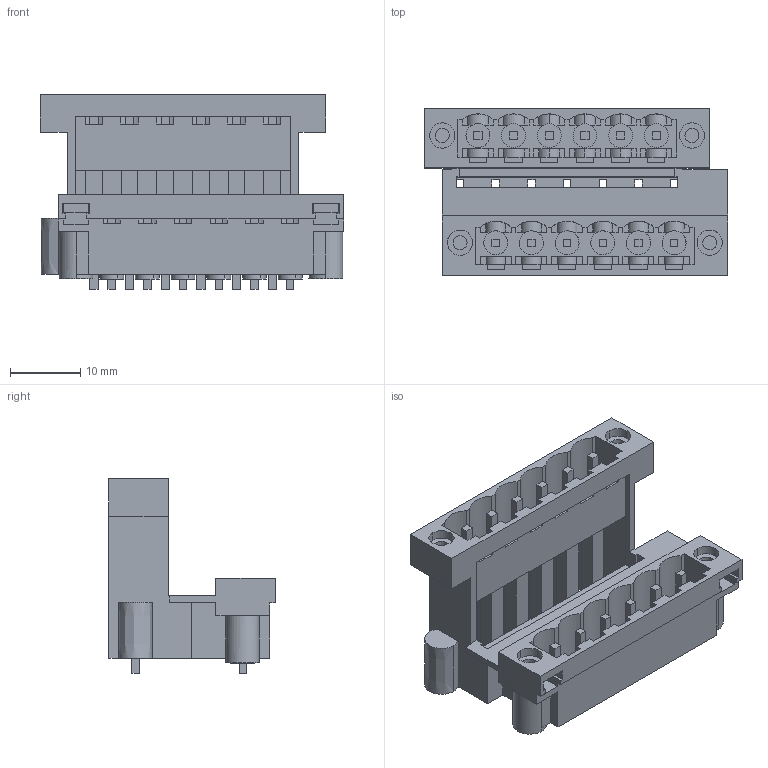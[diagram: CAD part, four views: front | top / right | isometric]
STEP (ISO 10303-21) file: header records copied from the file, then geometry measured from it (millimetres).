
FILE_DESCRIPTION(('CATIA V5 STEP Exchange','CAx-IF Rec.Pracs.--- Model Styling and Organization---1.2---2011-12-15'),'2;1');
FILE_NAME ('D1456901_0_1828930000_1828930000.stp','2018-04-19T11:42:34+00:00',('none'),('Weidmueller'),'CATIA Version 5-6 Release 2014','CATIA V5 STEP AP214','none');
FILE_SCHEMA(('AUTOMOTIVE_DESIGN { 1 0 10303 214 1 1 1 1 }'));
Length unit declared in the file: millimetre
Products named in the file (1): 1828930000
Bounding box: 43.18 x 23.67 x 27.66 mm (x, y, z)
Volume: 6020.2 mm3; surface area: 11584.5 mm2
Topology: 17 solids, 23 shells, 691 faces, 2164 edges, 1502 vertices
Faces by surface type: plane 569, cylinder 118, extrusion 4
Entity records: 23249 total; most frequent: CARTESIAN_POINT 4982, ORIENTED_EDGE 4328, DIRECTION 2903, EDGE_CURVE 2164, VECTOR 1766, LINE 1762, VERTEX_POINT 1502, EDGE_LOOP 754
